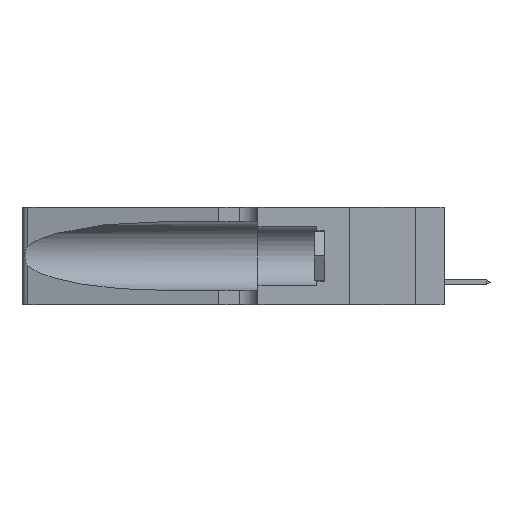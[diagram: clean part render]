
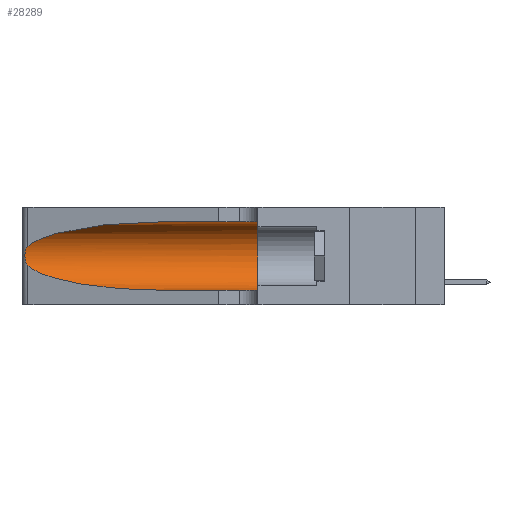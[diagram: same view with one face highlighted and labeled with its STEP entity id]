
A CAD part, left-side view. The second image highlights one B-rep face of the part: STEP entity #28289.
In plain terms, the highlighted cylindrical face has radius 3.308 mm (diameter 6.617 mm), a partial arc.
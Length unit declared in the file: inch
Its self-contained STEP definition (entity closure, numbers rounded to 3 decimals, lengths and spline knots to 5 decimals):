
#541 = CARTESIAN_POINT ( 'NONE',  ( 0.1305, 0.35, 0.31525 ) ) ;
#1087 = CARTESIAN_POINT ( 'NONE',  ( 0.25487, 1.22718, 0.14631 ) ) ;
#1200 = DIRECTION ( 'NONE',  ( 0., -1., 0. ) ) ;
#1348 = VERTEX_POINT ( 'NONE', #34037 ) ;
#1404 = LINE ( 'NONE', #21374, #41633 ) ;
#1815 = VERTEX_POINT ( 'NONE', #19859 ) ;
#2341 = LINE ( 'NONE', #38573, #26106 ) ;
#2388 =( BOUNDED_CURVE ( )  B_SPLINE_CURVE ( 3, ( #1087, #7683, #11316, #27920 ),
 .UNSPECIFIED., .F., .F. ) 
 B_SPLINE_CURVE_WITH_KNOTS ( ( 4, 4 ),
 ( 3.44316, 4.71239 ),
 .UNSPECIFIED. ) 
 CURVE ( )  GEOMETRIC_REPRESENTATION_ITEM ( )  RATIONAL_B_SPLINE_CURVE ( ( 1., 0.87, 0.87, 1. ) ) 
 REPRESENTATION_ITEM ( '' )  );
#4624 = CARTESIAN_POINT ( 'NONE',  ( 0.1305, 0.35, 0.185 ) ) ;
#4664 = EDGE_CURVE ( 'NONE', #30200, #29942, #36258, .T. ) ;
#5279 = ORIENTED_EDGE ( 'NONE', *, *, #4664, .T. ) ;
#5824 = CARTESIAN_POINT ( 'NONE',  ( 0.26017, 1.23833, 0.17102 ) ) ;
#7683 = CARTESIAN_POINT ( 'NONE',  ( 0.2373, 1.15595, 0.08982 ) ) ;
#7765 = EDGE_CURVE ( 'NONE', #30200, #24871, #1404, .T. ) ;
#7786 = DIRECTION ( 'NONE',  ( 0., 0., 1. ) ) ;
#9146 = CARTESIAN_POINT ( 'NONE',  ( 0.25639, 1.23184, 0.21858 ) ) ;
#9294 = CARTESIAN_POINT ( 'NONE',  ( 0.25787, 1.23484, 0.2124 ) ) ;
#9468 = CARTESIAN_POINT ( 'NONE',  ( 0.1305, 0.72297, 0.31525 ) ) ;
#10966 = ORIENTED_EDGE ( 'NONE', *, *, #7765, .F. ) ;
#11042 = ORIENTED_EDGE ( 'NONE', *, *, #14932, .T. ) ;
#11316 = CARTESIAN_POINT ( 'NONE',  ( 0.18966, 0.96281, 0.05475 ) ) ;
#13046 = EDGE_CURVE ( 'NONE', #24871, #1815, #14457, .T. ) ;
#13113 = CYLINDRICAL_SURFACE ( 'NONE', #37189, 0.13025 ) ;
#14457 = CIRCLE ( 'NONE', #27933, 0.13025 ) ;
#14932 = EDGE_CURVE ( 'NONE', #1348, #38010, #2388, .T. ) ;
#16111 = CARTESIAN_POINT ( 'NONE',  ( 0.2373, 1.15595, 0.28018 ) ) ;
#16360 = CARTESIAN_POINT ( 'NONE',  ( 0.25487, 1.22718, 0.22369 ) ) ;
#17546 = CARTESIAN_POINT ( 'NONE',  ( 0.25487, 1.22718, 0.22369 ) ) ;
#18881 = CARTESIAN_POINT ( 'NONE',  ( 0.1305, 0.72297, 0.31525 ) ) ;
#19403 = CARTESIAN_POINT ( 'NONE',  ( 0.1305, 0.72297, 0.05475 ) ) ;
#19532 = CARTESIAN_POINT ( 'NONE',  ( 0.25854, 1.2359, 0.20912 ) ) ;
#19859 = CARTESIAN_POINT ( 'NONE',  ( 0.1305, 0.35, 0.05475 ) ) ;
#21374 = CARTESIAN_POINT ( 'NONE',  ( 0.1305, 1.61858, 0.31525 ) ) ;
#21444 = DIRECTION ( 'NONE',  ( 0., -1., 0. ) ) ;
#22448 = CARTESIAN_POINT ( 'NONE',  ( 0.26018, 1.23835, 0.19895 ) ) ;
#22635 = CARTESIAN_POINT ( 'NONE',  ( 0.18966, 0.96281, 0.31525 ) ) ;
#22873 = CARTESIAN_POINT ( 'NONE',  ( 0.26075, 1.23896, 0.178 ) ) ;
#24351 = DIRECTION ( 'NONE',  ( 0., 0., -1. ) ) ;
#24744 = ORIENTED_EDGE ( 'NONE', *, *, #13046, .F. ) ;
#24871 = VERTEX_POINT ( 'NONE', #541 ) ;
#24921 = CARTESIAN_POINT ( 'NONE',  ( 0.1305, 1.61858, 0.185 ) ) ;
#25778 = CARTESIAN_POINT ( 'NONE',  ( 0.25555, 1.22994, 0.2215 ) ) ;
#25934 = CARTESIAN_POINT ( 'NONE',  ( 0.25487, 1.22718, 0.22369 ) ) ;
#26106 = VECTOR ( 'NONE', #35424, 39.37008 ) ;
#27569 = EDGE_CURVE ( 'NONE', #38010, #1815, #2341, .T. ) ;
#27920 = CARTESIAN_POINT ( 'NONE',  ( 0.1305, 0.72297, 0.05475 ) ) ;
#27933 = AXIS2_PLACEMENT_3D ( 'NONE', #4624, #30777, #7786 ) ;
#28289 = ADVANCED_FACE ( 'NONE', ( #29685 ), #13113, .F. ) ;
#28586 = B_SPLINE_CURVE_WITH_KNOTS ( 'NONE', 3,
 ( #16360, #25778, #9146, #9294, #19532, #22448, #42604, #22873, #5824, #39039, #28939, #32243, #35599, #32377 ),
 .UNSPECIFIED., .F., .F.,
 ( 4, 2, 2, 2, 2, 2, 4 ),
 ( 0., 0.00027, 0.00053, 0.00107, 0.0016, 0.00187, 0.00214 ),
 .UNSPECIFIED. ) ;
#28939 = CARTESIAN_POINT ( 'NONE',  ( 0.25789, 1.23486, 0.15765 ) ) ;
#29685 = FACE_OUTER_BOUND ( 'NONE', #35250, .T. ) ;
#29942 = VERTEX_POINT ( 'NONE', #17546 ) ;
#30200 = VERTEX_POINT ( 'NONE', #18881 ) ;
#30777 = DIRECTION ( 'NONE',  ( 0., 1., 0. ) ) ;
#32243 = CARTESIAN_POINT ( 'NONE',  ( 0.25639, 1.23186, 0.15144 ) ) ;
#32377 = CARTESIAN_POINT ( 'NONE',  ( 0.25487, 1.22718, 0.14631 ) ) ;
#34037 = CARTESIAN_POINT ( 'NONE',  ( 0.25487, 1.22718, 0.14631 ) ) ;
#35250 = EDGE_LOOP ( 'NONE', ( #5279, #36814, #11042, #36012, #24744, #10966 ) ) ;
#35424 = DIRECTION ( 'NONE',  ( 0., -1., 0. ) ) ;
#35599 = CARTESIAN_POINT ( 'NONE',  ( 0.25555, 1.22993, 0.14849 ) ) ;
#36012 = ORIENTED_EDGE ( 'NONE', *, *, #27569, .T. ) ;
#36258 =( BOUNDED_CURVE ( )  B_SPLINE_CURVE ( 3, ( #9468, #22635, #16111, #25934 ),
 .UNSPECIFIED., .F., .T. ) 
 B_SPLINE_CURVE_WITH_KNOTS ( ( 4, 4 ),
 ( 1.5708, 2.84003 ),
 .UNSPECIFIED. ) 
 CURVE ( )  GEOMETRIC_REPRESENTATION_ITEM ( )  RATIONAL_B_SPLINE_CURVE ( ( 1., 0.87, 0.87, 1. ) ) 
 REPRESENTATION_ITEM ( '' )  );
#36814 = ORIENTED_EDGE ( 'NONE', *, *, #41100, .T. ) ;
#37189 = AXIS2_PLACEMENT_3D ( 'NONE', #24921, #21444, #24351 ) ;
#38010 = VERTEX_POINT ( 'NONE', #19403 ) ;
#38573 = CARTESIAN_POINT ( 'NONE',  ( 0.1305, 1.61858, 0.05475 ) ) ;
#39039 = CARTESIAN_POINT ( 'NONE',  ( 0.25856, 1.23593, 0.16098 ) ) ;
#41100 = EDGE_CURVE ( 'NONE', #29942, #1348, #28586, .T. ) ;
#41633 = VECTOR ( 'NONE', #1200, 39.37008 ) ;
#42604 = CARTESIAN_POINT ( 'NONE',  ( 0.26075, 1.23896, 0.19203 ) ) ;
